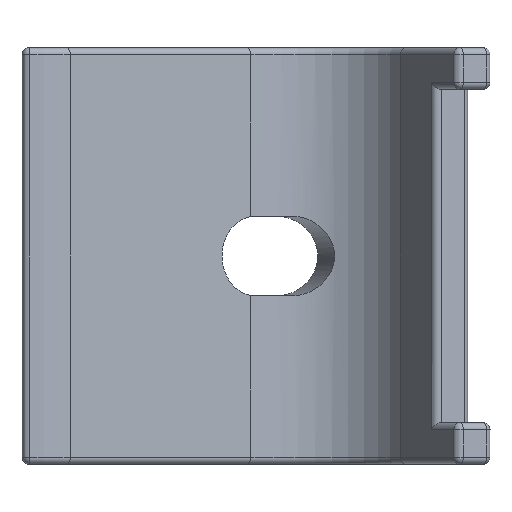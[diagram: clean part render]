
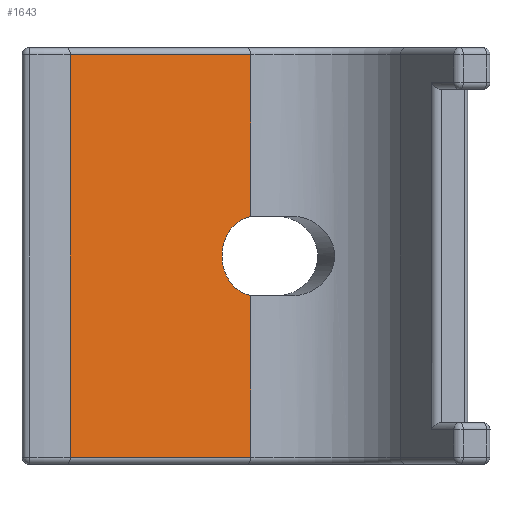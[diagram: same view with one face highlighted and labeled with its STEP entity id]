
A CAD part, front view. The second image highlights one B-rep face of the part: STEP entity #1643.
In plain terms, the highlighted planar face has unit normal (0.569, -0.822, 0).
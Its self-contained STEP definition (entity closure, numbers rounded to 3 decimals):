
#262=DIRECTION('',(0.,0.,1.));
#263=VECTOR('',#262,58.);
#264=CARTESIAN_POINT('',(1.708,-2.467,-29.));
#265=LINE('',#264,#263);
#341=CARTESIAN_POINT('',(27.708,15.533,-5.686));
#540=DIRECTION('',(0.822,0.569,0.));
#541=VECTOR('',#540,31.623);
#542=CARTESIAN_POINT('',(1.708,-2.467,-29.));
#543=LINE('',#542,#541);
#544=DIRECTION('',(0.822,0.569,0.));
#545=VECTOR('',#544,31.623);
#546=CARTESIAN_POINT('',(1.708,-2.467,29.));
#547=LINE('',#546,#545);
#548=DIRECTION('',(0.,0.,1.));
#549=VECTOR('',#548,23.314);
#550=CARTESIAN_POINT('',(27.708,15.533,5.686));
#551=LINE('',#550,#549);
#552=CARTESIAN_POINT('',(27.708,15.533,-5.686));
#553=CARTESIAN_POINT('',(27.541,15.418,-5.656));
#554=CARTESIAN_POINT('',(27.304,15.254,-5.597));
#555=CARTESIAN_POINT('',(26.936,15.,-5.478));
#556=CARTESIAN_POINT('',(26.595,14.763,-5.33));
#557=CARTESIAN_POINT('',(26.265,14.534,-5.153));
#558=CARTESIAN_POINT('',(25.895,14.278,-4.916));
#559=CARTESIAN_POINT('',(25.521,14.02,-4.62));
#560=CARTESIAN_POINT('',(25.159,13.769,-4.264));
#561=CARTESIAN_POINT('',(24.857,13.56,-3.909));
#562=CARTESIAN_POINT('',(24.516,13.324,-3.435));
#563=CARTESIAN_POINT('',(24.185,13.094,-2.843));
#564=CARTESIAN_POINT('',(23.898,12.896,-2.132));
#565=CARTESIAN_POINT('',(23.704,12.762,-1.421));
#566=CARTESIAN_POINT('',(23.592,12.684,-0.711));
#567=CARTESIAN_POINT('',(23.555,12.658,0.));
#568=CARTESIAN_POINT('',(23.592,12.684,0.711));
#569=CARTESIAN_POINT('',(23.704,12.762,1.421));
#570=CARTESIAN_POINT('',(23.898,12.896,2.132));
#571=CARTESIAN_POINT('',(24.185,13.094,2.843));
#572=CARTESIAN_POINT('',(24.516,13.324,3.435));
#573=CARTESIAN_POINT('',(24.857,13.56,3.909));
#574=CARTESIAN_POINT('',(25.159,13.769,4.264));
#575=CARTESIAN_POINT('',(25.521,14.02,4.62));
#576=CARTESIAN_POINT('',(25.895,14.278,4.916));
#577=CARTESIAN_POINT('',(26.265,14.534,5.153));
#578=CARTESIAN_POINT('',(26.595,14.763,5.33));
#579=CARTESIAN_POINT('',(26.936,15.,5.478));
#580=CARTESIAN_POINT('',(27.304,15.254,5.597));
#581=CARTESIAN_POINT('',(27.541,15.418,5.656));
#582=CARTESIAN_POINT('',(27.708,15.533,5.686));
#584=DIRECTION('',(0.,0.,1.));
#585=VECTOR('',#584,23.314);
#586=CARTESIAN_POINT('',(27.708,15.533,-29.));
#587=LINE('',#586,#585);
#773=VERTEX_POINT('',#341);
#791=CARTESIAN_POINT('',(27.708,15.533,-29.));
#793=VERTEX_POINT('',#791);
#799=CARTESIAN_POINT('',(1.708,-2.467,-29.));
#800=VERTEX_POINT('',#799);
#819=CARTESIAN_POINT('',(27.708,15.533,29.));
#821=VERTEX_POINT('',#819);
#825=CARTESIAN_POINT('',(1.708,-2.467,29.));
#826=VERTEX_POINT('',#825);
#827=CARTESIAN_POINT('',(27.708,15.533,5.686));
#828=VERTEX_POINT('',#827);
#1629=CARTESIAN_POINT('',(27.708,15.533,-30.));
#1630=DIRECTION('',(0.569,-0.822,0.));
#1631=DIRECTION('',(0.,0.,1.));
#1632=AXIS2_PLACEMENT_3D('',#1629,#1630,#1631);
#1633=PLANE('',#1632);
#1634=ORIENTED_EDGE('',*,*,#1621,.F.);
#1635=ORIENTED_EDGE('',*,*,#1258,.T.);
#1636=ORIENTED_EDGE('',*,*,#1310,.T.);
#1637=ORIENTED_EDGE('',*,*,#1411,.F.);
#1639=ORIENTED_EDGE('',*,*,#1638,.F.);
#1640=ORIENTED_EDGE('',*,*,#1399,.F.);
#1641=EDGE_LOOP('',(#1634,#1635,#1636,#1637,#1639,#1640));
#1642=FACE_OUTER_BOUND('',#1641,.F.);
#1643=ADVANCED_FACE('',(#1642),#1633,.T.);
#583=B_SPLINE_CURVE_WITH_KNOTS('',3,(#552,#553,#554,#555,#556,#557,#558,#559,
#560,#561,#562,#563,#564,#565,#566,#567,#568,#569,#570,#571,#572,#573,#574,#575,
#576,#577,#578,#579,#580,#581,#582),.UNSPECIFIED.,.F.,.F.,(4,1,1,1,1,1,1,1,1,1,
1,1,1,1,1,1,1,1,1,1,1,1,1,1,1,1,1,1,4),(0.,0.008,0.016,0.031,
0.047,0.063,0.094,0.125,0.156,0.188,0.25,0.313,0.375,
0.438,0.5,0.563,0.625,0.688,0.75,0.813,0.844,0.875,
0.906,0.938,0.953,0.969,0.984,0.992,1.),
.UNSPECIFIED.);
#1258=EDGE_CURVE('',#800,#826,#265,.T.);
#1310=EDGE_CURVE('',#826,#821,#547,.T.);
#1399=EDGE_CURVE('',#793,#773,#587,.T.);
#1411=EDGE_CURVE('',#828,#821,#551,.T.);
#1621=EDGE_CURVE('',#800,#793,#543,.T.);
#1638=EDGE_CURVE('',#773,#828,#583,.T.);
